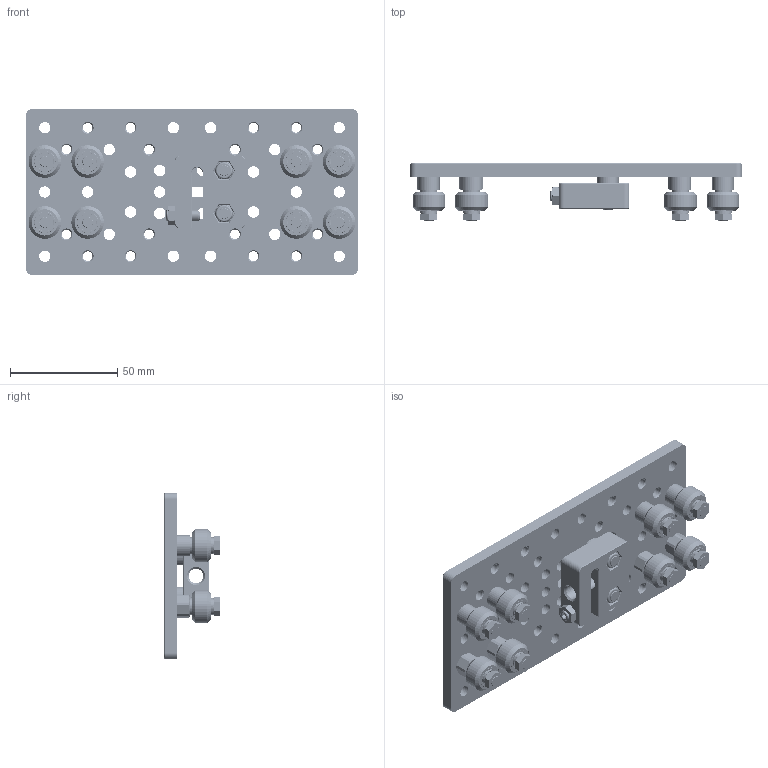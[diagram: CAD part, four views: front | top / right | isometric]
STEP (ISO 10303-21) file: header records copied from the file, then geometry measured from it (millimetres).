
FILE_DESCRIPTION (( 'STEP AP214' ), '1' );
FILE_NAME ('Êîìïëåêò äâîéíîé ïîðòàëüíîé ïëàñòèíû äëÿ Ñ ïðîôèëÿ 77x155.STEP', '2021-08-13T10:02:09', ( 'Windows User' ), ( '' ), 'SwSTEP 2.0', 'SolidWorks 2021', '' );
FILE_SCHEMA (( 'AUTOMOTIVE_DESIGN' ));
Length unit declared in the file: millimetre
Products named in the file (18): A142 Âèíò ñ ïëîñêîé ãîëîâêîé è âíóòð. øåñòèãðàííèêîì M5õ20_00; A199 Äèñòàíöèîííàÿ âòóëêà 5õ3 ìì; A246 Ïëàñòèíà ïîðòàëüíàÿ 77õ155, óäâîåíàÿ øèðèíà (Ñ-ïðîôèëÿ)_00; A201 Äèñòàíöèîííàÿ âòóëêà 5õ6 ìì_00; A183 Ïîäøèïíèê äëÿ ìèíè ðîëèêîâ, O 5  O 10, MR105zz_00; A143 Âèíò ñ ïëîñêîé ãîëîâêîé è âíóòð. øåñòèãðàííèêîì M5õ25; Ãàéêà Ì5, íèçêàÿ DIN 439, K32_00; A178 栖闉罻 豂錒罻_00; Êîìïëåêò äâîéíîé ïîðòàëüíîé ïëàñòèíû äëÿ Ñ ïðîôèëÿ 77x155; A137 Âûñîêîòî÷íàÿ ïðîêëàäêà O 5,3  O 8; A178 Ìèíè ïëàñòèêîâûé óñèëåííûé ðîëèê äëÿ V-ïàçà; A233 Õîäîâàÿ ãàéêà áåçëþôòîâàÿ 33x34_00; A233 Õîäîâàÿ ãàéêà 33x34 äëÿ òðàïåö. âèíòà 8 ìì_Žá­®¢ ; hex thin nut gradeb_din_Hexagon Nut ISO 4036 - M5 - N; F39 Âèíò óñòàíîâî÷íûé DIN 916 Ì5 õ 16_M5(16); A195-Standartnyy-ekstsentrik-6-mm_-dlya-vinta-M5_podrobnaya-model__00; A229 Ñàìîêîíòðÿùàÿñÿ ãàéêà M5_00; curved spring lock washer_din_Spring washer DIN 128 - A4
Assembly tree (71 placements, depth 3):
  Êîìïëåêò äâîéíîé ïîðòàëüíîé ïëàñòèíû äëÿ Ñ ïðîôèëÿ 77x155
    A246 Ïëàñòèíà ïîðòàëüíàÿ 77õ155, óäâîåíàÿ øèðèíà (Ñ-ïðîôèëÿ)_00
    A143 Âèíò ñ ïëîñêîé ãîëîâêîé è âíóòð. øåñòèãðàííèêîì M5õ25  x8
    A201 Äèñòàíöèîííàÿ âòóëêà 5õ6 ìì_00  x4
    A195-Standartnyy-ekstsentrik-6-mm_-dlya-vinta-M5_podrobnaya-model__00  x4
    A178 栖闉罻 豂錒罻_00  x8
      A137 Âûñîêîòî÷íàÿ ïðîêëàäêà O 5,3  O 8
      A178 Ìèíè ïëàñòèêîâûé óñèëåííûé ðîëèê äëÿ V-ïàçà
      A183 Ïîäøèïíèê äëÿ ìèíè ðîëèêîâ, O 5  O 10, MR105zz_00
    A142 Âèíò ñ ïëîñêîé ãîëîâêîé è âíóòð. øåñòèãðàííèêîì M5õ20_00  x2
    A199 Äèñòàíöèîííàÿ âòóëêà 5õ3 ìì  x2
    A233 Õîäîâàÿ ãàéêà áåçëþôòîâàÿ 33x34_00
      A233 Õîäîâàÿ ãàéêà 33x34 äëÿ òðàïåö. âèíòà 8 ìì_Žá­®¢ 
      F39 Âèíò óñòàíîâî÷íûé DIN 916 Ì5 õ 16_M5(16)
      Ãàéêà Ì5, íèçêàÿ DIN 439, K32_00
    A229 Ñàìîêîíòðÿùàÿñÿ ãàéêà M5_00  x2
    A137 Âûñîêîòî÷íàÿ ïðîêëàäêà O 5,3  O 8  x16
    curved spring lock washer_din_Spring washer DIN 128 - A4  x8
    hex thin nut gradeb_din_Hexagon Nut ISO 4036 - M5 - N  x8
Bounding box: 155 x 26.6 x 77.63 mm (x, y, z)
Volume: 94156.6 mm3; surface area: 66889.8 mm2
Topology: 154 solids, 154 shells, 3196 faces, 7838 edges, 5066 vertices
Faces by surface type: cylinder 977, plane 696, cone 639, torus 628, sphere 256
Entity records: 24882 total; most frequent: CARTESIAN_POINT 4447, DIRECTION 3887, ORIENTED_EDGE 3380, EDGE_CURVE 1690, AXIS2_PLACEMENT_3D 1582, VERTEX_POINT 1060, EDGE_LOOP 896, CIRCLE 797
